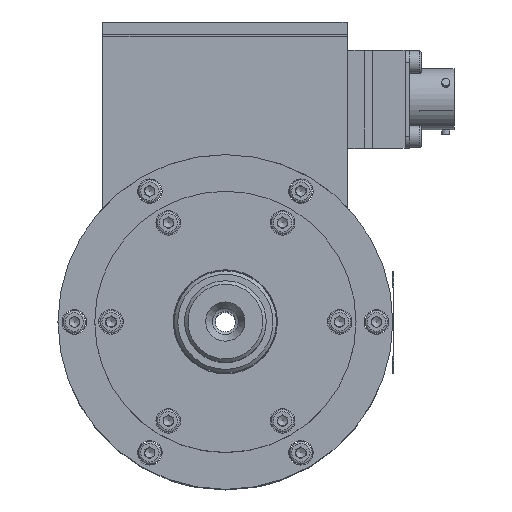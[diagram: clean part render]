
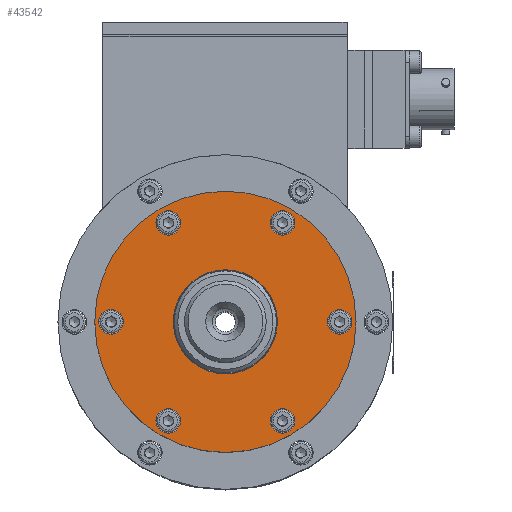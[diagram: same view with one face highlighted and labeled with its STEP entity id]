
A CAD part, top view. The second image highlights one B-rep face of the part: STEP entity #43542.
In plain terms, the highlighted planar face has unit normal (0, 0, 1).
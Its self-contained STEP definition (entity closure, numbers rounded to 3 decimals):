
#944 = CIRCLE ( 'NONE', #51347, 3. ) ;
#2154 = DIRECTION ( 'NONE',  ( 0., 0., -1. ) ) ;
#2383 = CIRCLE ( 'NONE', #15774, 32. ) ;
#2658 = DIRECTION ( 'NONE',  ( 0., 0., 1. ) ) ;
#4893 = AXIS2_PLACEMENT_3D ( 'NONE', #33373, #42290, #15961 ) ;
#5064 = CARTESIAN_POINT ( 'NONE',  ( 14., -21.249, 28.8 ) ) ;
#5344 = DIRECTION ( 'NONE',  ( 0., 0., 1. ) ) ;
#5827 = DIRECTION ( 'NONE',  ( 0., 0., 1. ) ) ;
#7070 = DIRECTION ( 'NONE',  ( 0., 0., -1. ) ) ;
#7286 = EDGE_LOOP ( 'NONE', ( #12913 ) ) ;
#7376 = AXIS2_PLACEMENT_3D ( 'NONE', #43588, #44731, #24750 ) ;
#7840 = AXIS2_PLACEMENT_3D ( 'NONE', #12682, #43428, #17086 ) ;
#10069 = EDGE_CURVE ( 'NONE', #45954, #45954, #2383, .T. ) ;
#10890 = CARTESIAN_POINT ( 'NONE',  ( 28., 0., 28.8 ) ) ;
#12495 = EDGE_CURVE ( 'NONE', #38565, #38565, #19383, .T. ) ;
#12682 = CARTESIAN_POINT ( 'NONE',  ( 14., -24.249, 28.8 ) ) ;
#12913 = ORIENTED_EDGE ( 'NONE', *, *, #43639, .F. ) ;
#13566 = EDGE_CURVE ( 'NONE', #38344, #38344, #29429, .T. ) ;
#13858 = AXIS2_PLACEMENT_3D ( 'NONE', #32080, #5827, #36509 ) ;
#13976 = CIRCLE ( 'NONE', #14850, 3. ) ;
#14236 = EDGE_LOOP ( 'NONE', ( #31993 ) ) ;
#14850 = AXIS2_PLACEMENT_3D ( 'NONE', #10890, #41620, #15277 ) ;
#15082 = ORIENTED_EDGE ( 'NONE', *, *, #13566, .F. ) ;
#15277 = DIRECTION ( 'NONE',  ( 0., 1., 0. ) ) ;
#15774 = AXIS2_PLACEMENT_3D ( 'NONE', #27530, #2154, #54572 ) ;
#15961 = DIRECTION ( 'NONE',  ( 0., -1., 0. ) ) ;
#17086 = DIRECTION ( 'NONE',  ( 0., 1., 0. ) ) ;
#18425 = EDGE_LOOP ( 'NONE', ( #15082 ) ) ;
#18492 = CARTESIAN_POINT ( 'NONE',  ( -28., 3., 28.8 ) ) ;
#19383 = CIRCLE ( 'NONE', #21311, 12.75 ) ;
#21311 = AXIS2_PLACEMENT_3D ( 'NONE', #37745, #7070, #33297 ) ;
#21564 = CARTESIAN_POINT ( 'NONE',  ( -14., 27.249, 28.8 ) ) ;
#21766 = CARTESIAN_POINT ( 'NONE',  ( 14., 27.249, 28.8 ) ) ;
#22951 = EDGE_LOOP ( 'NONE', ( #51022 ) ) ;
#24033 = ORIENTED_EDGE ( 'NONE', *, *, #31613, .F. ) ;
#24750 = DIRECTION ( 'NONE',  ( 0., 1., 0. ) ) ;
#26613 = CIRCLE ( 'NONE', #7840, 3. ) ;
#27120 = FACE_BOUND ( 'NONE', #22951, .T. ) ;
#27172 = FACE_OUTER_BOUND ( 'NONE', #46980, .T. ) ;
#27221 = FACE_BOUND ( 'NONE', #46930, .T. ) ;
#27274 = FACE_BOUND ( 'NONE', #18425, .T. ) ;
#27327 = FACE_BOUND ( 'NONE', #36561, .T. ) ;
#27372 = FACE_BOUND ( 'NONE', #35091, .T. ) ;
#27530 = CARTESIAN_POINT ( 'NONE',  ( 0., 0., 28.8 ) ) ;
#27833 = FACE_BOUND ( 'NONE', #14236, .T. ) ;
#27885 = FACE_BOUND ( 'NONE', #7286, .T. ) ;
#28286 = ORIENTED_EDGE ( 'NONE', *, *, #10069, .F. ) ;
#28906 = CARTESIAN_POINT ( 'NONE',  ( -14., 24.249, 28.8 ) ) ;
#29237 = CARTESIAN_POINT ( 'NONE',  ( 0., -12.75, 28.8 ) ) ;
#29429 = CIRCLE ( 'NONE', #7376, 3. ) ;
#29842 = EDGE_CURVE ( 'NONE', #42989, #42989, #36386, .T. ) ;
#31587 = CARTESIAN_POINT ( 'NONE',  ( -28., 0., 28.8 ) ) ;
#31613 = EDGE_CURVE ( 'NONE', #42334, #42334, #33093, .T. ) ;
#31993 = ORIENTED_EDGE ( 'NONE', *, *, #29842, .F. ) ;
#32080 = CARTESIAN_POINT ( 'NONE',  ( 14., 24.249, 28.8 ) ) ;
#33093 = CIRCLE ( 'NONE', #13858, 3. ) ;
#33297 = DIRECTION ( 'NONE',  ( 0., -1., 0. ) ) ;
#33302 = DIRECTION ( 'NONE',  ( 0., 1., 0. ) ) ;
#33373 = CARTESIAN_POINT ( 'NONE',  ( -12.75, 0., 28.8 ) ) ;
#33454 = CARTESIAN_POINT ( 'NONE',  ( 0., -32., 28.8 ) ) ;
#34734 = AXIS2_PLACEMENT_3D ( 'NONE', #28906, #2658, #33302 ) ;
#35091 = EDGE_LOOP ( 'NONE', ( #44009 ) ) ;
#36007 = DIRECTION ( 'NONE',  ( 0., 1., 0. ) ) ;
#36386 = CIRCLE ( 'NONE', #34734, 3. ) ;
#36509 = DIRECTION ( 'NONE',  ( 0., 1., 0. ) ) ;
#36561 = EDGE_LOOP ( 'NONE', ( #24033 ) ) ;
#36814 = VERTEX_POINT ( 'NONE', #5064 ) ;
#37745 = CARTESIAN_POINT ( 'NONE',  ( 0., 0., 28.8 ) ) ;
#38344 = VERTEX_POINT ( 'NONE', #42555 ) ;
#38565 = VERTEX_POINT ( 'NONE', #29237 ) ;
#41620 = DIRECTION ( 'NONE',  ( 0., 0., 1. ) ) ;
#42290 = DIRECTION ( 'NONE',  ( 0., 0., -1. ) ) ;
#42334 = VERTEX_POINT ( 'NONE', #21766 ) ;
#42555 = CARTESIAN_POINT ( 'NONE',  ( -14., -21.249, 28.8 ) ) ;
#42989 = VERTEX_POINT ( 'NONE', #21564 ) ;
#43428 = DIRECTION ( 'NONE',  ( 0., 0., 1. ) ) ;
#43542 = ADVANCED_FACE ( 'NONE', ( #27833, #27327, #27372, #27885, #27274, #27221, #27172, #27120 ), #55347, .F. ) ;
#43588 = CARTESIAN_POINT ( 'NONE',  ( -14., -24.249, 28.8 ) ) ;
#43639 = EDGE_CURVE ( 'NONE', #36814, #36814, #26613, .T. ) ;
#44009 = ORIENTED_EDGE ( 'NONE', *, *, #48567, .F. ) ;
#44731 = DIRECTION ( 'NONE',  ( 0., 0., 1. ) ) ;
#45328 = VERTEX_POINT ( 'NONE', #18492 ) ;
#45492 = VERTEX_POINT ( 'NONE', #49269 ) ;
#45954 = VERTEX_POINT ( 'NONE', #33454 ) ;
#46930 = EDGE_LOOP ( 'NONE', ( #55741 ) ) ;
#46980 = EDGE_LOOP ( 'NONE', ( #28286 ) ) ;
#48389 = EDGE_CURVE ( 'NONE', #45328, #45328, #944, .T. ) ;
#48567 = EDGE_CURVE ( 'NONE', #45492, #45492, #13976, .T. ) ;
#49269 = CARTESIAN_POINT ( 'NONE',  ( 28., 3., 28.8 ) ) ;
#51022 = ORIENTED_EDGE ( 'NONE', *, *, #12495, .T. ) ;
#51347 = AXIS2_PLACEMENT_3D ( 'NONE', #31587, #5344, #36007 ) ;
#54572 = DIRECTION ( 'NONE',  ( 0., -1., 0. ) ) ;
#55347 = PLANE ( 'NONE',  #4893 ) ;
#55741 = ORIENTED_EDGE ( 'NONE', *, *, #48389, .F. ) ;
